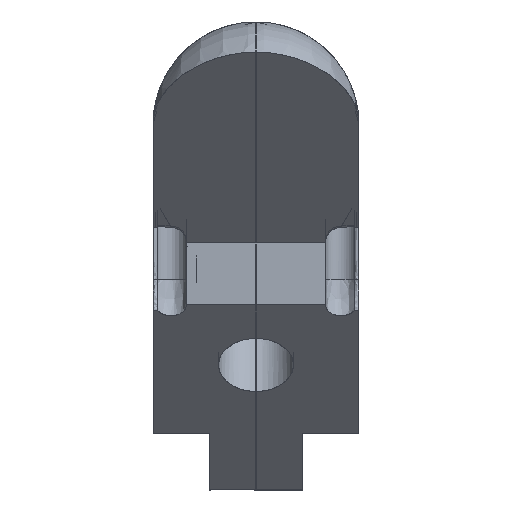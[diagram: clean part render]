
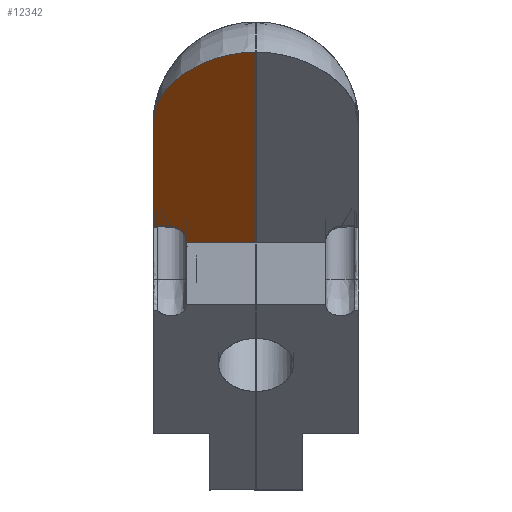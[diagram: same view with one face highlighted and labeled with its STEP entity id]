
A CAD part, front view. The second image highlights one B-rep face of the part: STEP entity #12342.
In plain terms, the highlighted free-form (B-spline) face has degree [1, 1] with [2, 2] control points.
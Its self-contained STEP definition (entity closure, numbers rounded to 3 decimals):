
#1192=FACE_OUTER_BOUND('',#1726,.T.);
#1726=EDGE_LOOP('',(#10135,#10136,#10137,#10138,#10139,#10140,#10141,#10142));
#2857=B_SPLINE_CURVE_WITH_KNOTS('',1,(#28008,#28009),.UNSPECIFIED.,.F.,
 .F.,(2,2),(0.579,0.984),.UNSPECIFIED.);
#2858=B_SPLINE_CURVE_WITH_KNOTS('',3,(#28011,#28012,#28013,#28014,#28015,
#28016,#28017,#28018,#28019,#28020,#28021,#28022,#28023),.UNSPECIFIED.,
 .F.,.F.,(4,3,3,3,4),(0.,0.535,1.07,1.4,
1.731),.UNSPECIFIED.);
#2859=B_SPLINE_CURVE_WITH_KNOTS('',1,(#28025,#28026),.UNSPECIFIED.,.F.,
 .F.,(2,2),(-0.83,-0.614),.UNSPECIFIED.);
#2860=B_SPLINE_CURVE_WITH_KNOTS('',3,(#28028,#28029,#28030,#28031,#28032,
#28033,#28034),.UNSPECIFIED.,.F.,.F.,(4,3,4),(-0.039,-0.019,
0.),.UNSPECIFIED.);
#2861=B_SPLINE_CURVE_WITH_KNOTS('',3,(#28036,#28037,#28038,#28039,#28040,
#28041,#28042),.UNSPECIFIED.,.F.,.F.,(4,3,4),(0.,0.018,0.037),
 .UNSPECIFIED.);
#2862=B_SPLINE_CURVE_WITH_KNOTS('',3,(#28044,#28045,#28046,#28047,#28048,
#28049,#28050,#28051,#28052,#28053,#28054,#28055,#28056,#28057,#28058,#28059,
#28060,#28061,#28062,#28063,#28064,#28065),.UNSPECIFIED.,.F.,.F.,(4,3,3,
3,3,3,3,4),(0.,0.017,0.035,0.052,
0.069,0.087,0.105,0.141),
 .UNSPECIFIED.);
#2863=B_SPLINE_CURVE_WITH_KNOTS('',3,(#28067,#28068,#28069,#28070,#28071,
#28072,#28073,#28074,#28075,#28076),.UNSPECIFIED.,.F.,.F.,(4,3,3,4),(0.,
0.079,0.159,0.324),.UNSPECIFIED.);
#2864=B_SPLINE_CURVE_WITH_KNOTS('',1,(#28077,#28078),.UNSPECIFIED.,.F.,
 .F.,(2,2),(0.226,0.409),.UNSPECIFIED.);
#5155=VERTEX_POINT('',#28006);
#5156=VERTEX_POINT('',#28007);
#5157=VERTEX_POINT('',#28010);
#5158=VERTEX_POINT('',#28024);
#5159=VERTEX_POINT('',#28027);
#5160=VERTEX_POINT('',#28035);
#5161=VERTEX_POINT('',#28043);
#5162=VERTEX_POINT('',#28066);
#7639=EDGE_CURVE('',#5155,#5156,#2857,.T.);
#7640=EDGE_CURVE('',#5156,#5157,#2858,.T.);
#7641=EDGE_CURVE('',#5157,#5158,#2859,.T.);
#7642=EDGE_CURVE('',#5158,#5159,#2860,.T.);
#7643=EDGE_CURVE('',#5159,#5160,#2861,.T.);
#7644=EDGE_CURVE('',#5160,#5161,#2862,.T.);
#7645=EDGE_CURVE('',#5161,#5162,#2863,.T.);
#7646=EDGE_CURVE('',#5162,#5155,#2864,.T.);
#10135=ORIENTED_EDGE('',*,*,#7639,.T.);
#10136=ORIENTED_EDGE('',*,*,#7640,.T.);
#10137=ORIENTED_EDGE('',*,*,#7641,.T.);
#10138=ORIENTED_EDGE('',*,*,#7642,.T.);
#10139=ORIENTED_EDGE('',*,*,#7643,.T.);
#10140=ORIENTED_EDGE('',*,*,#7644,.T.);
#10141=ORIENTED_EDGE('',*,*,#7645,.T.);
#10142=ORIENTED_EDGE('',*,*,#7646,.T.);
#11900=B_SPLINE_SURFACE_WITH_KNOTS('',1,1,((#28002,#28003),(#28004,#28005)),
 .UNSPECIFIED.,.F.,.F.,.F.,(2,2),(2,2),(0.,1.),(-0.781,0.),
 .UNSPECIFIED.);
#12342=ADVANCED_FACE('',(#1192),#11900,.T.);
#28002=CARTESIAN_POINT('Ctrl Pts',(54.348,-359.27,78.532));
#28003=CARTESIAN_POINT('Ctrl Pts',(22.718,-359.27,78.532));
#28004=CARTESIAN_POINT('Ctrl Pts',(54.348,-409.599,128.861));
#28005=CARTESIAN_POINT('Ctrl Pts',(22.718,-409.599,128.861));
#28006=CARTESIAN_POINT('',(39.284,-388.418,107.68));
#28007=CARTESIAN_POINT('',(39.284,-408.806,128.068));
#28008=CARTESIAN_POINT('Ctrl Pts',(39.284,-388.418,107.68));
#28009=CARTESIAN_POINT('Ctrl Pts',(39.284,-408.806,128.068));
#28010=CARTESIAN_POINT('',(28.284,-401.035,120.296));
#28011=CARTESIAN_POINT('Ctrl Pts',(39.284,-408.806,128.068));
#28012=CARTESIAN_POINT('Ctrl Pts',(37.584,-408.806,128.068));
#28013=CARTESIAN_POINT('Ctrl Pts',(35.842,-408.487,127.749));
#28014=CARTESIAN_POINT('Ctrl Pts',(34.218,-407.856,127.118));
#28015=CARTESIAN_POINT('Ctrl Pts',(32.844,-407.322,126.584));
#28016=CARTESIAN_POINT('Ctrl Pts',(31.426,-406.515,125.777));
#28017=CARTESIAN_POINT('Ctrl Pts',(30.284,-405.387,124.649));
#28018=CARTESIAN_POINT('Ctrl Pts',(29.706,-404.817,124.078));
#28019=CARTESIAN_POINT('Ctrl Pts',(29.169,-404.132,123.394));
#28020=CARTESIAN_POINT('Ctrl Pts',(28.796,-403.325,122.587));
#28021=CARTESIAN_POINT('Ctrl Pts',(28.469,-402.62,121.882));
#28022=CARTESIAN_POINT('Ctrl Pts',(28.284,-401.855,121.116));
#28023=CARTESIAN_POINT('Ctrl Pts',(28.284,-401.035,120.296));
#28024=CARTESIAN_POINT('',(28.284,-390.19,109.451));
#28025=CARTESIAN_POINT('Ctrl Pts',(28.284,-401.035,120.296));
#28026=CARTESIAN_POINT('Ctrl Pts',(28.284,-390.19,109.451));
#28027=CARTESIAN_POINT('',(28.51,-390.029,109.29));
#28028=CARTESIAN_POINT('Ctrl Pts',(28.284,-390.19,109.451));
#28029=CARTESIAN_POINT('Ctrl Pts',(28.284,-390.138,109.4));
#28030=CARTESIAN_POINT('Ctrl Pts',(28.309,-390.091,109.353));
#28031=CARTESIAN_POINT('Ctrl Pts',(28.343,-390.063,109.325));
#28032=CARTESIAN_POINT('Ctrl Pts',(28.391,-390.023,109.285));
#28033=CARTESIAN_POINT('Ctrl Pts',(28.456,-390.02,109.282));
#28034=CARTESIAN_POINT('Ctrl Pts',(28.51,-390.029,109.29));
#28035=CARTESIAN_POINT('',(28.777,-390.189,109.451));
#28036=CARTESIAN_POINT('Ctrl Pts',(28.51,-390.029,109.29));
#28037=CARTESIAN_POINT('Ctrl Pts',(28.563,-390.037,109.298));
#28038=CARTESIAN_POINT('Ctrl Pts',(28.622,-390.058,109.32));
#28039=CARTESIAN_POINT('Ctrl Pts',(28.669,-390.088,109.349));
#28040=CARTESIAN_POINT('Ctrl Pts',(28.715,-390.116,109.378));
#28041=CARTESIAN_POINT('Ctrl Pts',(28.742,-390.145,109.407));
#28042=CARTESIAN_POINT('Ctrl Pts',(28.777,-390.189,109.451));
#28043=CARTESIAN_POINT('',(30.176,-390.082,109.344));
#28044=CARTESIAN_POINT('Ctrl Pts',(28.777,-390.189,109.451));
#28045=CARTESIAN_POINT('Ctrl Pts',(28.835,-390.184,109.446));
#28046=CARTESIAN_POINT('Ctrl Pts',(28.892,-390.179,109.441));
#28047=CARTESIAN_POINT('Ctrl Pts',(28.95,-390.175,109.436));
#28048=CARTESIAN_POINT('Ctrl Pts',(29.001,-390.17,109.432));
#28049=CARTESIAN_POINT('Ctrl Pts',(29.071,-390.164,109.426));
#28050=CARTESIAN_POINT('Ctrl Pts',(29.122,-390.16,109.422));
#28051=CARTESIAN_POINT('Ctrl Pts',(29.18,-390.155,109.417));
#28052=CARTESIAN_POINT('Ctrl Pts',(29.236,-390.151,109.413));
#28053=CARTESIAN_POINT('Ctrl Pts',(29.294,-390.147,109.408));
#28054=CARTESIAN_POINT('Ctrl Pts',(29.361,-390.141,109.403));
#28055=CARTESIAN_POINT('Ctrl Pts',(29.398,-390.138,109.4));
#28056=CARTESIAN_POINT('Ctrl Pts',(29.465,-390.133,109.394));
#28057=CARTESIAN_POINT('Ctrl Pts',(29.533,-390.128,109.389));
#28058=CARTESIAN_POINT('Ctrl Pts',(29.574,-390.125,109.386));
#28059=CARTESIAN_POINT('Ctrl Pts',(29.642,-390.119,109.381));
#28060=CARTESIAN_POINT('Ctrl Pts',(29.706,-390.114,109.375));
#28061=CARTESIAN_POINT('Ctrl Pts',(29.755,-390.109,109.371));
#28062=CARTESIAN_POINT('Ctrl Pts',(29.819,-390.105,109.366));
#28063=CARTESIAN_POINT('Ctrl Pts',(29.855,-390.102,109.364));
#28064=CARTESIAN_POINT('Ctrl Pts',(30.139,-390.082,109.343));
#28065=CARTESIAN_POINT('Ctrl Pts',(30.176,-390.082,109.344));
#28066=CARTESIAN_POINT('',(31.859,-388.418,107.68));
#28067=CARTESIAN_POINT('Ctrl Pts',(30.176,-390.082,109.344));
#28068=CARTESIAN_POINT('Ctrl Pts',(30.423,-390.086,109.348));
#28069=CARTESIAN_POINT('Ctrl Pts',(30.674,-390.033,109.295));
#28070=CARTESIAN_POINT('Ctrl Pts',(30.905,-389.924,109.185));
#28071=CARTESIAN_POINT('Ctrl Pts',(31.103,-389.83,109.092));
#28072=CARTESIAN_POINT('Ctrl Pts',(31.287,-389.696,108.958));
#28073=CARTESIAN_POINT('Ctrl Pts',(31.443,-389.519,108.781));
#28074=CARTESIAN_POINT('Ctrl Pts',(31.695,-389.234,108.495));
#28075=CARTESIAN_POINT('Ctrl Pts',(31.86,-388.85,108.111));
#28076=CARTESIAN_POINT('Ctrl Pts',(31.859,-388.418,107.68));
#28077=CARTESIAN_POINT('Ctrl Pts',(31.859,-388.418,107.68));
#28078=CARTESIAN_POINT('Ctrl Pts',(39.284,-388.418,107.68));
